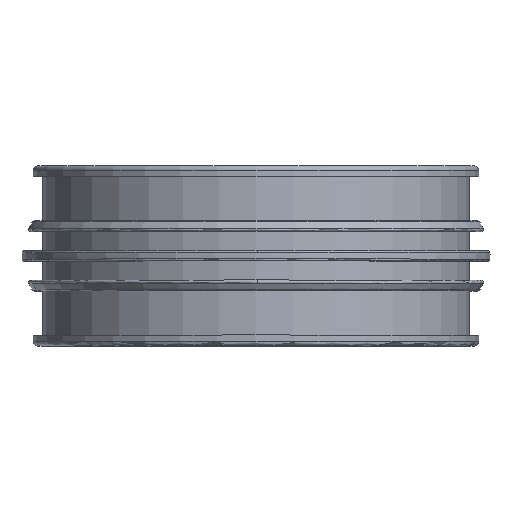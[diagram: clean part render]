
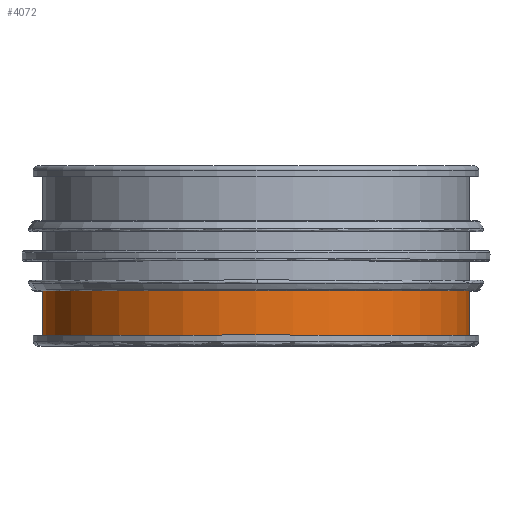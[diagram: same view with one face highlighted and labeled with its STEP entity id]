
A CAD part, top view. The second image highlights one B-rep face of the part: STEP entity #4072.
In plain terms, the highlighted cylindrical face has radius 30.139 mm (diameter 60.277 mm), a full revolution.
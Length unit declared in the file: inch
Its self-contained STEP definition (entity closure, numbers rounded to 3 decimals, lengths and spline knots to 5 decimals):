
#222=LINE('',#8076,#445);
#445=VECTOR('',#5551,1.18656);
#566=CYLINDRICAL_SURFACE('',#4521,1.18656);
#778=CIRCLE('',#4368,1.18656);
#779=CIRCLE('',#4369,1.18656);
#829=CIRCLE('',#4522,1.18656);
#830=CIRCLE('',#4523,1.18656);
#1049=FACE_OUTER_BOUND('',#1260,.T.);
#1260=EDGE_LOOP('',(#3317,#3318,#3319,#3320,#3321,#3322));
#1663=VERTEX_POINT('',#6954);
#1664=VERTEX_POINT('',#6955);
#1788=VERTEX_POINT('',#8075);
#1789=VERTEX_POINT('',#8077);
#2160=EDGE_CURVE('',#1663,#1664,#778,.T.);
#2161=EDGE_CURVE('',#1664,#1663,#779,.T.);
#2357=EDGE_CURVE('',#1664,#1788,#222,.T.);
#2358=EDGE_CURVE('',#1788,#1789,#829,.T.);
#2359=EDGE_CURVE('',#1789,#1788,#830,.T.);
#3317=ORIENTED_EDGE('',*,*,#2160,.T.);
#3318=ORIENTED_EDGE('',*,*,#2357,.T.);
#3319=ORIENTED_EDGE('',*,*,#2358,.T.);
#3320=ORIENTED_EDGE('',*,*,#2359,.T.);
#3321=ORIENTED_EDGE('',*,*,#2357,.F.);
#3322=ORIENTED_EDGE('',*,*,#2161,.T.);
#4072=ADVANCED_FACE('',(#1049),#566,.T.);
#4368=AXIS2_PLACEMENT_3D('',#6956,#5195,#5196);
#4369=AXIS2_PLACEMENT_3D('',#6957,#5197,#5198);
#4521=AXIS2_PLACEMENT_3D('',#8074,#5549,#5550);
#4522=AXIS2_PLACEMENT_3D('',#8078,#5552,#5553);
#4523=AXIS2_PLACEMENT_3D('',#8079,#5554,#5555);
#5195=DIRECTION('center_axis',(0.,1.,0.));
#5196=DIRECTION('ref_axis',(0.,0.,-1.));
#5197=DIRECTION('center_axis',(0.,1.,0.));
#5198=DIRECTION('ref_axis',(0.,0.,-1.));
#5549=DIRECTION('center_axis',(0.,-1.,0.));
#5550=DIRECTION('ref_axis',(0.,0.,-1.));
#5551=DIRECTION('',(0.,1.,0.));
#5552=DIRECTION('center_axis',(0.,-1.,0.));
#5553=DIRECTION('ref_axis',(0.,0.,-1.));
#5554=DIRECTION('center_axis',(0.,-1.,0.));
#5555=DIRECTION('ref_axis',(0.,0.,-1.));
#6954=CARTESIAN_POINT('',(0.,-0.441,-1.18656));
#6955=CARTESIAN_POINT('',(0.,-0.441,1.18656));
#6956=CARTESIAN_POINT('Origin',(0.,-0.441,0.));
#6957=CARTESIAN_POINT('Origin',(0.,-0.441,0.));
#8074=CARTESIAN_POINT('Origin',(0.,-0.19454,0.));
#8075=CARTESIAN_POINT('',(0.,-0.19454,1.18656));
#8076=CARTESIAN_POINT('',(0.,-0.19454,1.18656));
#8077=CARTESIAN_POINT('',(0.,-0.19454,-1.18656));
#8078=CARTESIAN_POINT('Origin',(0.,-0.19454,0.));
#8079=CARTESIAN_POINT('Origin',(0.,-0.19454,0.));
